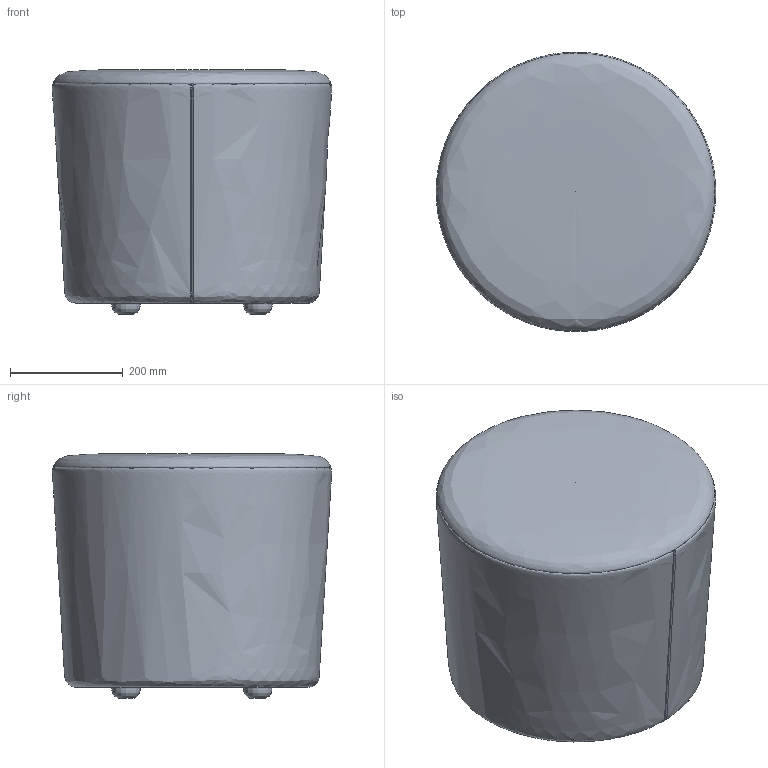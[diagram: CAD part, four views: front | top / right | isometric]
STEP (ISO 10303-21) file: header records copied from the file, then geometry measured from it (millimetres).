
FILE_DESCRIPTION(/* description */ (''),/* implementation_level */ '2;1');
FILE_NAME(/* name */ 'Stones SE7770',/* time_stamp */ '2019-01-11T14:43:01+01:00',/* author */ (''),/* organization */ (''),/* preprocessor_version */ 'ST-DEVELOPER v16.5',/* originating_system */ '',/* authorisation */ '');
FILE_SCHEMA (('AUTOMOTIVE_DESIGN'));
Length unit declared in the file: millimetre
Products named in the file (1): Document
Bounding box: 496.22 x 495.93 x 435 mm (x, y, z)
Surface area: 953478.1 mm2 (no closed solid volume)
Topology: 0 solids, 7 shells, 9 faces, 31 edges, 26 vertices
Faces by surface type: bspline 8, plane 1
Entity records: 1073 total; most frequent: CARTESIAN_POINT 858, ORIENTED_EDGE 31, EDGE_CURVE 23, VERTEX_POINT 20, B_SPLINE_CURVE_WITH_KNOTS 12, PRESENTATION_LAYER_ASSIGNMENT 10, ADVANCED_FACE 9, FACE_OUTER_BOUND 9
